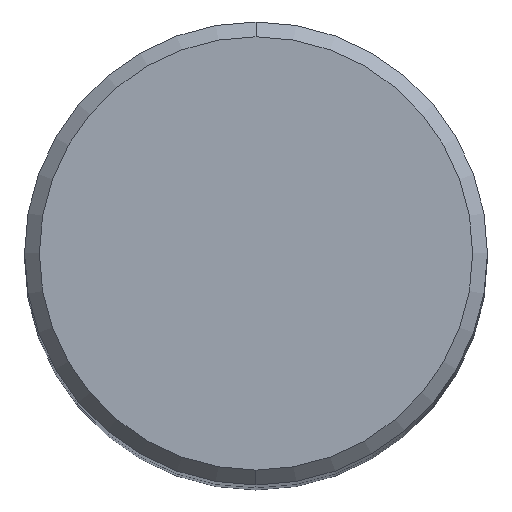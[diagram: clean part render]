
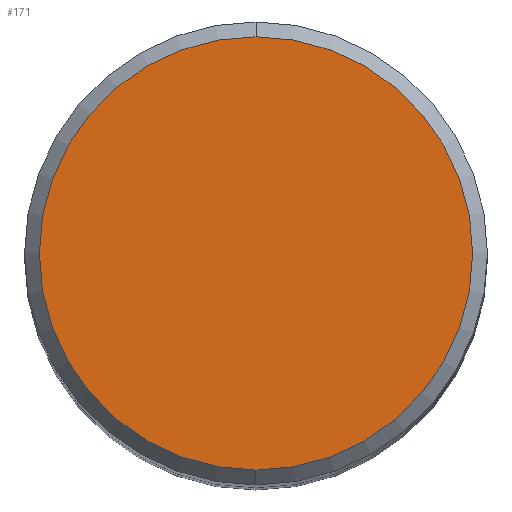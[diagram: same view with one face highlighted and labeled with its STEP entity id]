
A CAD part, top view. The second image highlights one B-rep face of the part: STEP entity #171.
In plain terms, the highlighted planar face has unit normal (0, 0, 1).
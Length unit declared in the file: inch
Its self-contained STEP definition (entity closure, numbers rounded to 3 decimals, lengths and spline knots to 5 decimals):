
#1 = CARTESIAN_POINT ( 'NONE',  ( 0., 0., 0. ) ) ;
#15 = CARTESIAN_POINT ( 'NONE',  ( 0., -0.2925, 0. ) ) ;
#26 = CARTESIAN_POINT ( 'NONE',  ( 0., 0.2925, 0. ) ) ;
#47 = DIRECTION ( 'NONE',  ( 0., -1., 0. ) ) ;
#53 = VERTEX_POINT ( 'NONE', #15 ) ;
#80 = CIRCLE ( 'NONE', #161, 0.2925 ) ;
#89 = EDGE_CURVE ( 'NONE', #276, #53, #274, .T. ) ;
#126 = EDGE_LOOP ( 'NONE', ( #313, #259 ) ) ;
#127 = FACE_OUTER_BOUND ( 'NONE', #126, .T. ) ;
#133 = DIRECTION ( 'NONE',  ( 0., 0., 1. ) ) ;
#147 = DIRECTION ( 'NONE',  ( 0., 0., 1. ) ) ;
#161 = AXIS2_PLACEMENT_3D ( 'NONE', #1, #133, #255 ) ;
#171 = ADVANCED_FACE ( 'NONE', ( #127 ), #348, .F. ) ;
#217 = DIRECTION ( 'NONE',  ( 0., 0., -1. ) ) ;
#244 = CARTESIAN_POINT ( 'NONE',  ( 0., 0., 0. ) ) ;
#247 = EDGE_CURVE ( 'NONE', #53, #276, #80, .T. ) ;
#255 = DIRECTION ( 'NONE',  ( 0., -1., 0. ) ) ;
#258 = CARTESIAN_POINT ( 'NONE',  ( 0., 0.2925, 0. ) ) ;
#259 = ORIENTED_EDGE ( 'NONE', *, *, #247, .T. ) ;
#274 = CIRCLE ( 'NONE', #398, 0.2925 ) ;
#276 = VERTEX_POINT ( 'NONE', #258 ) ;
#281 = DIRECTION ( 'NONE',  ( 0., 1., 0. ) ) ;
#288 = AXIS2_PLACEMENT_3D ( 'NONE', #26, #217, #281 ) ;
#313 = ORIENTED_EDGE ( 'NONE', *, *, #89, .T. ) ;
#348 = PLANE ( 'NONE',  #288 ) ;
#398 = AXIS2_PLACEMENT_3D ( 'NONE', #244, #147, #47 ) ;
